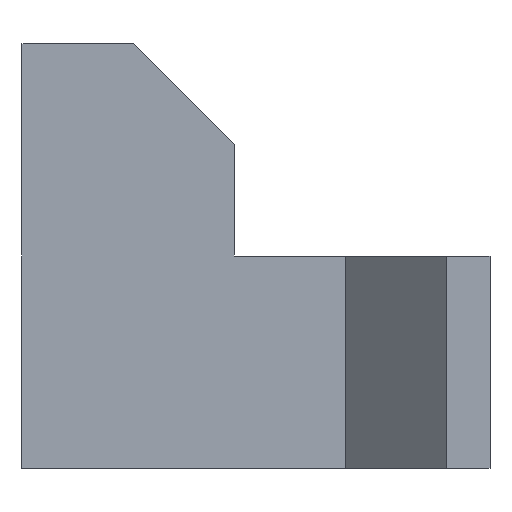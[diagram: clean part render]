
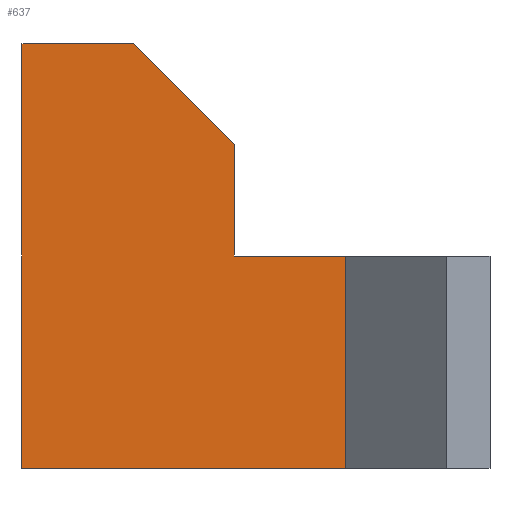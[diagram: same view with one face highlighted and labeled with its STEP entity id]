
A CAD part, front view. The second image highlights one B-rep face of the part: STEP entity #637.
In plain terms, the highlighted planar face has unit normal (0, -1, 0).
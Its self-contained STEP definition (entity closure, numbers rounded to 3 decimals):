
#52=PLANE('',#678);
#80=FACE_OUTER_BOUND('',#117,.T.);
#117=EDGE_LOOP('',(#459,#460,#461,#462,#463,#464,#465));
#172=LINE('',#926,#239);
#175=LINE('',#932,#242);
#176=LINE('',#934,#243);
#177=LINE('',#936,#244);
#178=LINE('',#938,#245);
#179=LINE('',#940,#246);
#180=LINE('',#941,#247);
#239=VECTOR('',#743,10.);
#242=VECTOR('',#748,10.);
#243=VECTOR('',#749,10.);
#244=VECTOR('',#750,10.);
#245=VECTOR('',#751,10.);
#246=VECTOR('',#752,10.);
#247=VECTOR('',#753,10.);
#309=VERTEX_POINT('',#923);
#310=VERTEX_POINT('',#925);
#312=VERTEX_POINT('',#931);
#313=VERTEX_POINT('',#933);
#314=VERTEX_POINT('',#935);
#315=VERTEX_POINT('',#937);
#316=VERTEX_POINT('',#939);
#368=EDGE_CURVE('',#309,#310,#172,.T.);
#371=EDGE_CURVE('',#309,#312,#175,.T.);
#372=EDGE_CURVE('',#312,#313,#176,.T.);
#373=EDGE_CURVE('',#314,#313,#177,.T.);
#374=EDGE_CURVE('',#315,#314,#178,.T.);
#375=EDGE_CURVE('',#316,#315,#179,.T.);
#376=EDGE_CURVE('',#316,#310,#180,.T.);
#459=ORIENTED_EDGE('',*,*,#368,.F.);
#460=ORIENTED_EDGE('',*,*,#371,.T.);
#461=ORIENTED_EDGE('',*,*,#372,.T.);
#462=ORIENTED_EDGE('',*,*,#373,.F.);
#463=ORIENTED_EDGE('',*,*,#374,.F.);
#464=ORIENTED_EDGE('',*,*,#375,.F.);
#465=ORIENTED_EDGE('',*,*,#376,.T.);
#637=ADVANCED_FACE('',(#80),#52,.T.);
#678=AXIS2_PLACEMENT_3D('',#930,#746,#747);
#743=DIRECTION('',(0.,0.,-1.));
#746=DIRECTION('center_axis',(0.,-1.,0.));
#747=DIRECTION('ref_axis',(0.,0.,-1.));
#748=DIRECTION('',(-1.,0.,0.));
#749=DIRECTION('',(0.,0.,1.));
#750=DIRECTION('',(0.707,0.,-0.707));
#751=DIRECTION('',(1.,0.,0.));
#752=DIRECTION('',(0.,0.,1.));
#753=DIRECTION('',(1.,0.,0.));
#923=CARTESIAN_POINT('',(22.,-63.,21.));
#925=CARTESIAN_POINT('',(22.,-63.,-21.));
#926=CARTESIAN_POINT('',(22.,-63.,21.));
#930=CARTESIAN_POINT('Origin',(-42.,-63.,21.));
#931=CARTESIAN_POINT('',(0.,-63.,21.));
#932=CARTESIAN_POINT('',(0.,-63.,21.));
#933=CARTESIAN_POINT('',(0.,-63.,43.));
#934=CARTESIAN_POINT('',(0.,-63.,21.));
#935=CARTESIAN_POINT('',(-20.,-63.,63.));
#936=CARTESIAN_POINT('',(-10.,-63.,53.));
#937=CARTESIAN_POINT('',(-42.,-63.,63.));
#938=CARTESIAN_POINT('',(0.,-63.,63.));
#939=CARTESIAN_POINT('',(-42.,-63.,-21.));
#940=CARTESIAN_POINT('',(-42.,-63.,21.));
#941=CARTESIAN_POINT('',(-42.,-63.,-21.));
